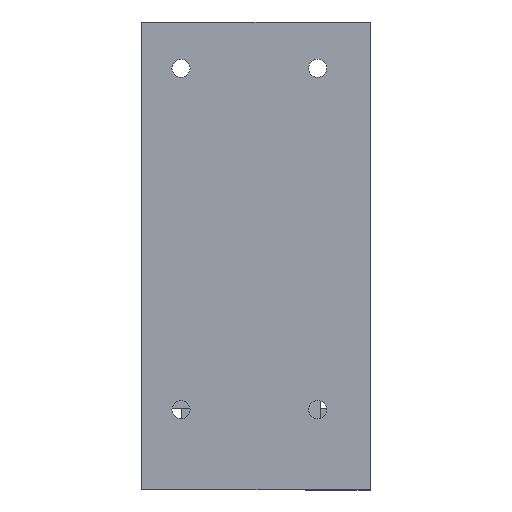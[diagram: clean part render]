
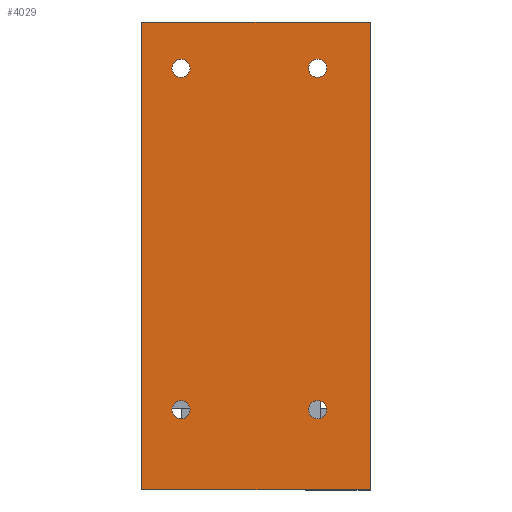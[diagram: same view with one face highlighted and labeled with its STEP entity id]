
A CAD part, front view. The second image highlights one B-rep face of the part: STEP entity #4029.
In plain terms, the highlighted face is planar.
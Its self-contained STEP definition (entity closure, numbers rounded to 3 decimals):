
#253=FACE_BOUND('',#874,.T.);
#254=FACE_BOUND('',#875,.T.);
#255=FACE_BOUND('',#876,.T.);
#256=FACE_BOUND('',#877,.T.);
#346=PLANE('',#4534);
#604=FACE_OUTER_BOUND('',#873,.T.);
#873=EDGE_LOOP('',(#3169,#3170,#3171,#3172));
#874=EDGE_LOOP('',(#3173));
#875=EDGE_LOOP('',(#3174));
#876=EDGE_LOOP('',(#3175));
#877=EDGE_LOOP('',(#3176));
#1174=LINE('',#6443,#1497);
#1176=LINE('',#6447,#1499);
#1179=LINE('',#6452,#1502);
#1184=LINE('',#6473,#1507);
#1497=VECTOR('',#5213,10.);
#1499=VECTOR('',#5217,10.);
#1502=VECTOR('',#5222,10.);
#1507=VECTOR('',#5255,10.);
#1793=CIRCLE('',#4510,3.378);
#1794=CIRCLE('',#4512,3.378);
#1795=CIRCLE('',#4514,3.378);
#1796=CIRCLE('',#4516,3.378);
#2022=VERTEX_POINT('',#6410);
#2023=VERTEX_POINT('',#6414);
#2024=VERTEX_POINT('',#6418);
#2025=VERTEX_POINT('',#6422);
#2031=VERTEX_POINT('',#6440);
#2032=VERTEX_POINT('',#6442);
#2033=VERTEX_POINT('',#6446);
#2034=VERTEX_POINT('',#6450);
#2428=EDGE_CURVE('',#2022,#2022,#1793,.T.);
#2430=EDGE_CURVE('',#2023,#2023,#1794,.T.);
#2432=EDGE_CURVE('',#2024,#2024,#1795,.T.);
#2434=EDGE_CURVE('',#2025,#2025,#1796,.T.);
#2445=EDGE_CURVE('',#2031,#2032,#1174,.T.);
#2447=EDGE_CURVE('',#2033,#2032,#1176,.T.);
#2450=EDGE_CURVE('',#2034,#2031,#1179,.T.);
#2460=EDGE_CURVE('',#2033,#2034,#1184,.T.);
#3169=ORIENTED_EDGE('',*,*,#2450,.F.);
#3170=ORIENTED_EDGE('',*,*,#2460,.F.);
#3171=ORIENTED_EDGE('',*,*,#2447,.T.);
#3172=ORIENTED_EDGE('',*,*,#2445,.F.);
#3173=ORIENTED_EDGE('',*,*,#2428,.T.);
#3174=ORIENTED_EDGE('',*,*,#2430,.T.);
#3175=ORIENTED_EDGE('',*,*,#2432,.T.);
#3176=ORIENTED_EDGE('',*,*,#2434,.T.);
#4029=ADVANCED_FACE('',(#604,#253,#254,#255,#256),#346,.T.);
#4510=AXIS2_PLACEMENT_3D('',#6411,#5182,#5183);
#4512=AXIS2_PLACEMENT_3D('',#6415,#5187,#5188);
#4514=AXIS2_PLACEMENT_3D('',#6419,#5192,#5193);
#4516=AXIS2_PLACEMENT_3D('',#6423,#5197,#5198);
#4534=AXIS2_PLACEMENT_3D('',#6472,#5253,#5254);
#5182=DIRECTION('center_axis',(1.,0.,0.));
#5183=DIRECTION('ref_axis',(0.,0.,1.));
#5187=DIRECTION('center_axis',(1.,0.,0.));
#5188=DIRECTION('ref_axis',(0.,0.,1.));
#5192=DIRECTION('center_axis',(1.,0.,0.));
#5193=DIRECTION('ref_axis',(0.,0.,1.));
#5197=DIRECTION('center_axis',(1.,0.,0.));
#5198=DIRECTION('ref_axis',(0.,0.,1.));
#5213=DIRECTION('',(0.,0.,-1.));
#5217=DIRECTION('',(0.,-1.,0.));
#5222=DIRECTION('',(0.,-1.,0.));
#5253=DIRECTION('center_axis',(-1.,0.,0.));
#5254=DIRECTION('ref_axis',(0.,-1.,0.));
#5255=DIRECTION('',(0.,0.,1.));
#6410=CARTESIAN_POINT('',(-20.,-26.364,-28.778));
#6411=CARTESIAN_POINT('Origin',(-20.,-26.364,-25.4));
#6414=CARTESIAN_POINT('',(-20.,-153.364,-28.778));
#6415=CARTESIAN_POINT('Origin',(-20.,-153.364,-25.4));
#6418=CARTESIAN_POINT('',(-20.,-153.364,22.022));
#6419=CARTESIAN_POINT('Origin',(-20.,-153.364,25.4));
#6422=CARTESIAN_POINT('',(-20.,-26.364,22.022));
#6423=CARTESIAN_POINT('Origin',(-20.,-26.364,25.4));
#6440=CARTESIAN_POINT('',(-20.,-183.22,45.));
#6442=CARTESIAN_POINT('',(-20.,-183.22,-40.));
#6443=CARTESIAN_POINT('',(-20.,-183.22,45.));
#6446=CARTESIAN_POINT('',(-20.,-9.128,-40.));
#6447=CARTESIAN_POINT('',(-20.,-63.22,-40.));
#6450=CARTESIAN_POINT('',(-20.,-9.128,45.));
#6452=CARTESIAN_POINT('',(-20.,-9.128,45.));
#6472=CARTESIAN_POINT('Origin',(-20.,-9.128,0.));
#6473=CARTESIAN_POINT('',(-20.,-9.128,0.));
